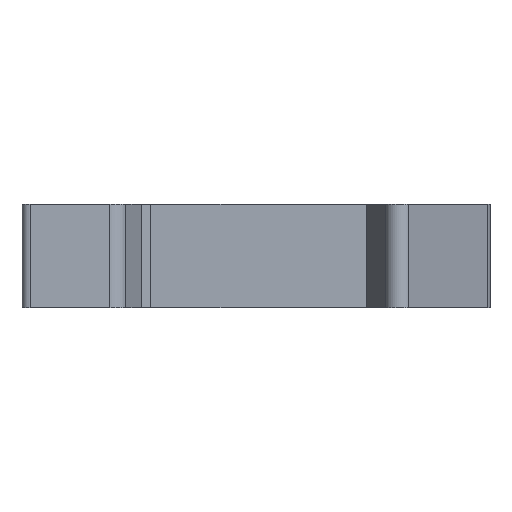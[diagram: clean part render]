
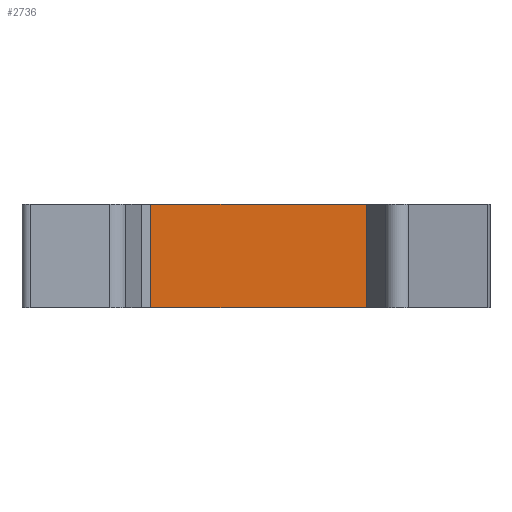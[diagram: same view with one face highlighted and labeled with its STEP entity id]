
A CAD part, front view. The second image highlights one B-rep face of the part: STEP entity #2736.
In plain terms, the highlighted planar face has unit normal (0, -1, 0).
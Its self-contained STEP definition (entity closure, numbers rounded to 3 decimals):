
#192=DIRECTION('',(1.,0.,0.));
#193=VECTOR('',#192,13.7);
#194=CARTESIAN_POINT('',(-6.3,0.,-3.1));
#195=LINE('',#194,#193);
#714=DIRECTION('',(0.,0.,1.));
#715=VECTOR('',#714,6.2);
#716=CARTESIAN_POINT('',(7.4,0.,-3.1));
#717=LINE('',#716,#715);
#718=DIRECTION('',(0.,0.,1.));
#719=VECTOR('',#718,6.2);
#720=CARTESIAN_POINT('',(-6.3,0.,-3.1));
#721=LINE('',#720,#719);
#938=DIRECTION('',(1.,0.,0.));
#939=VECTOR('',#938,13.7);
#940=CARTESIAN_POINT('',(-6.3,0.,3.1));
#941=LINE('',#940,#939);
#1446=CARTESIAN_POINT('',(-6.3,0.,-3.1));
#1447=VERTEX_POINT('',#1446);
#1448=CARTESIAN_POINT('',(7.4,0.,-3.1));
#1449=VERTEX_POINT('',#1448);
#1623=CARTESIAN_POINT('',(-6.3,0.,3.1));
#1624=VERTEX_POINT('',#1623);
#1625=CARTESIAN_POINT('',(7.4,0.,3.1));
#1626=VERTEX_POINT('',#1625);
#2723=CARTESIAN_POINT('',(-6.3,0.,-3.1));
#2724=DIRECTION('',(0.,-1.,0.));
#2725=DIRECTION('',(1.,0.,0.));
#2726=AXIS2_PLACEMENT_3D('',#2723,#2724,#2725);
#2727=PLANE('',#2726);
#2728=ORIENTED_EDGE('',*,*,#1878,.F.);
#2730=ORIENTED_EDGE('',*,*,#2729,.T.);
#2732=ORIENTED_EDGE('',*,*,#2731,.T.);
#2733=ORIENTED_EDGE('',*,*,#2715,.F.);
#2734=EDGE_LOOP('',(#2728,#2730,#2732,#2733));
#2735=FACE_OUTER_BOUND('',#2734,.F.);
#2736=ADVANCED_FACE('',(#2735),#2727,.T.);
#1878=EDGE_CURVE('',#1447,#1449,#195,.T.);
#2715=EDGE_CURVE('',#1449,#1626,#717,.T.);
#2729=EDGE_CURVE('',#1447,#1624,#721,.T.);
#2731=EDGE_CURVE('',#1624,#1626,#941,.T.);
